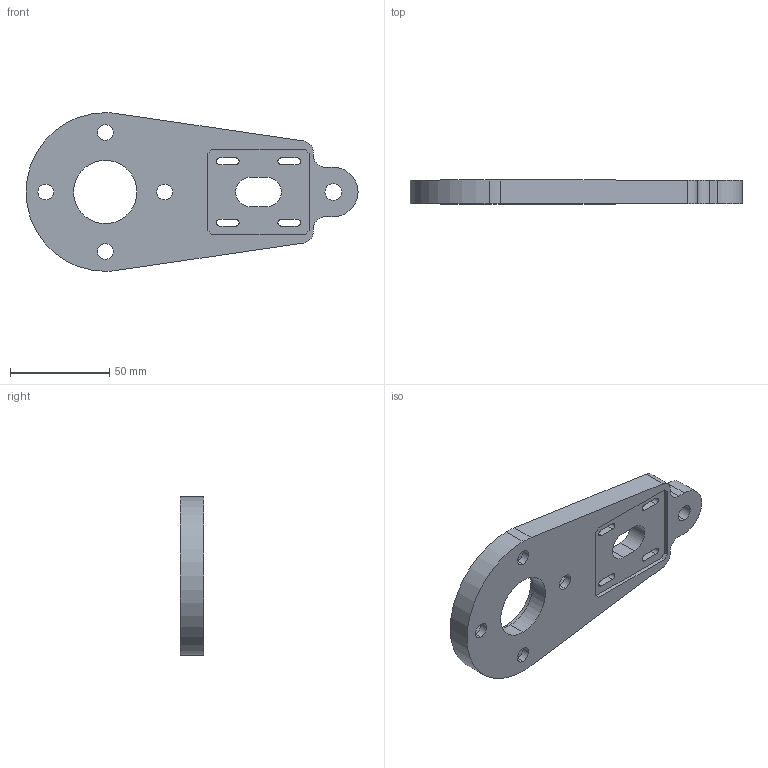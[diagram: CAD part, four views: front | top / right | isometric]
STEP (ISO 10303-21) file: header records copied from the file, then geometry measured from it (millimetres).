
FILE_DESCRIPTION (( 'STEP AP203' ), '1' );
FILE_NAME ('Baseplate_Default_sldprt.STEP', '2025-10-23T01:45:54', ( '' ), ( '' ), 'SwSTEP 2.0', 'SolidWorks 2024', '' );
FILE_SCHEMA (( 'CONFIG_CONTROL_DESIGN' ));
Length unit declared in the file: millimetre
Products named in the file (1): Baseplate_Default_sldprt
Bounding box: 167.5 x 12 x 80 mm (x, y, z)
Volume: 92947.6 mm3; surface area: 27276.7 mm2
Topology: 1 solids, 1 shells, 108 faces, 288 edges, 192 vertices
Faces by surface type: plane 68, cylinder 40
Entity records: 3493 total; most frequent: CARTESIAN_POINT 589, DIRECTION 586, ORIENTED_EDGE 576, EDGE_CURVE 288, LINE 208, VECTOR 208, VERTEX_POINT 192, AXIS2_PLACEMENT_3D 189
